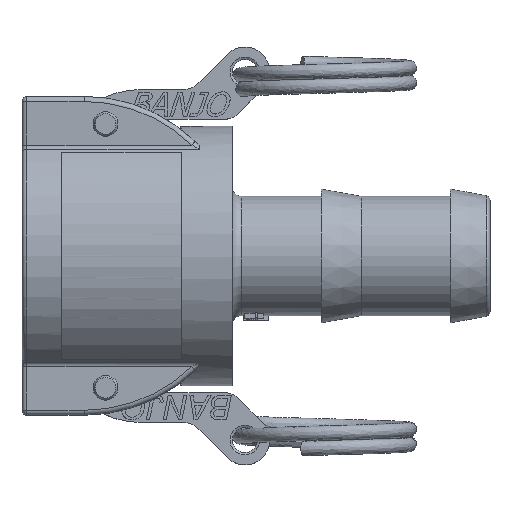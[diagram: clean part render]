
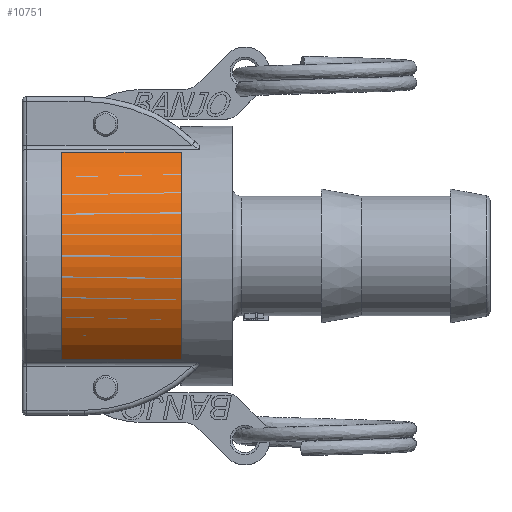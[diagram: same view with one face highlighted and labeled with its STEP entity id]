
A CAD part, top view. The second image highlights one B-rep face of the part: STEP entity #10751.
In plain terms, the highlighted cylindrical face has radius 20.765 mm (diameter 41.529 mm), a partial arc.
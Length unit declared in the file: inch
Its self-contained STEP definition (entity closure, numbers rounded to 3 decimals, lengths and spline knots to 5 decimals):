
#927=CYLINDRICAL_SURFACE($,#11521,0.8175);
#1512=FACE_OUTER_BOUND($,#2215,.T.);
#2215=EDGE_LOOP($,(#9825,#9826,#9827,#9828));
#2486=CIRCLE($,#11522,0.8175);
#2487=CIRCLE($,#11523,0.8175);
#3316=LINE($,#20877,#4151);
#3322=LINE($,#20892,#4157);
#4151=VECTOR($,#13864,0.75);
#4157=VECTOR($,#13878,0.75);
#5179=VERTEX_POINT($,#20873);
#5181=VERTEX_POINT($,#20876);
#5185=VERTEX_POINT($,#20888);
#5186=VERTEX_POINT($,#20890);
#6726=EDGE_CURVE($,#5179,#5181,#3316,.T.);
#6734=EDGE_CURVE($,#5185,#5186,#3322,.T.);
#6735=EDGE_CURVE($,#5185,#5179,#2486,.T.);
#6736=EDGE_CURVE($,#5181,#5186,#2487,.T.);
#9825=ORIENTED_EDGE($,*,*,#6735,.F.);
#9826=ORIENTED_EDGE($,*,*,#6734,.T.);
#9827=ORIENTED_EDGE($,*,*,#6736,.F.);
#9828=ORIENTED_EDGE($,*,*,#6726,.F.);
#10751=ADVANCED_FACE($,(#1512),#927,.T.);
#11521=AXIS2_PLACEMENT_3D($,#20893,#13879,#13880);
#11522=AXIS2_PLACEMENT_3D($,#20894,#13881,#13882);
#11523=AXIS2_PLACEMENT_3D($,#20895,#13883,#13884);
#13864=DIRECTION($,(0.,0.,1.));
#13878=DIRECTION($,(0.,0.,1.));
#13879=DIRECTION('center_axis',(0.,0.,1.));
#13880=DIRECTION('ref_axis',(-0.794,-0.607,0.));
#13881=DIRECTION('center_axis',(0.,0.,-1.));
#13882=DIRECTION('ref_axis',(-0.794,-0.607,0.));
#13883=DIRECTION('center_axis',(0.,0.,1.));
#13884=DIRECTION('ref_axis',(-0.794,-0.607,0.));
#20873=CARTESIAN_POINT('',(0.64936,0.49662,0.));
#20876=CARTESIAN_POINT('',(0.64936,0.49662,0.75));
#20877=CARTESIAN_POINT($,(0.64936,0.49662,0.));
#20888=CARTESIAN_POINT('',(-0.64936,0.49662,0.));
#20890=CARTESIAN_POINT('',(-0.64936,0.49662,0.75));
#20892=CARTESIAN_POINT($,(-0.64936,0.49662,0.));
#20893=CARTESIAN_POINT('Origin',(0.,0.,0.));
#20894=CARTESIAN_POINT('Origin',(0.,0.,0.));
#20895=CARTESIAN_POINT('Origin',(0.,0.,0.75));
